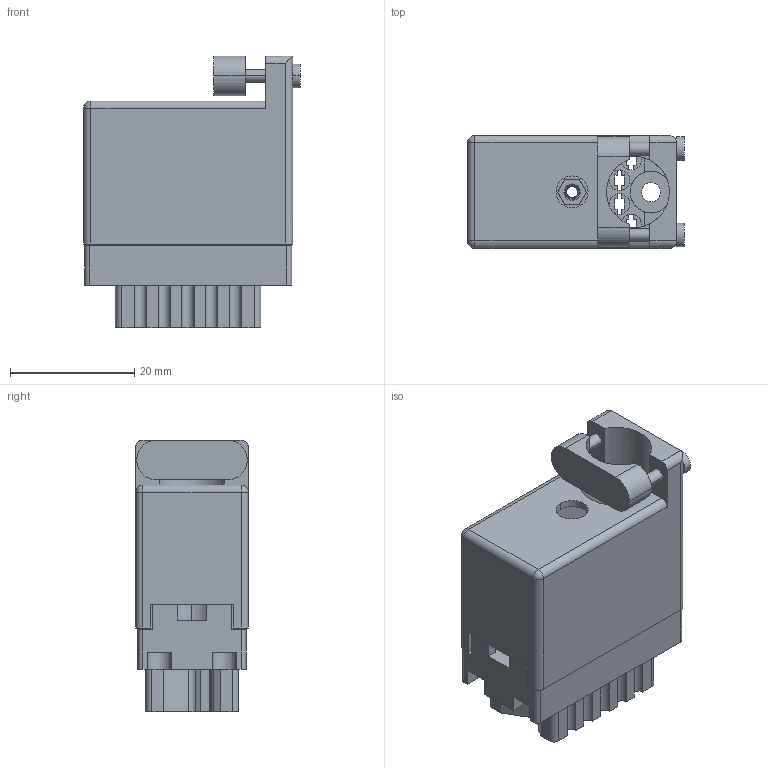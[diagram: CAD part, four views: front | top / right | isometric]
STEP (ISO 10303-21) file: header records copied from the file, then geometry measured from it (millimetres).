
FILE_DESCRIPTION (( 'STEP AP203' ), '1' );
FILE_NAME ('516-020-000-616.STEP', '2020-03-04T16:51:24', ( '' ), ( '' ), 'SwSTEP 2.0', 'SolidWorks 2016', '' );
FILE_SCHEMA (( 'CONFIG_CONTROL_DESIGN' ));
Length unit declared in the file: inch
Products named in the file (4): 516-230-001_Plastic - 020 Top Entry; 516-252-025-100_516-252-025-100; 516 Part Receptacle_020; 516-020-000-616
Assembly tree (3 placements, depth 2):
  516-020-000-616
    516 Part Receptacle_020
    516-230-001_Plastic - 020 Top Entry
    516-252-025-100_516-252-025-100
Bounding box: 34.92 x 18.16 x 43.71 mm (x, y, z)
Volume: 8884 mm3; surface area: 14611.7 mm2
Topology: 3 solids, 3 shells, 727 faces, 2111 edges, 1397 vertices
Faces by surface type: plane 455, cylinder 256, cone 11, bspline 3, sphere 2
Entity records: 27083 total; most frequent: CARTESIAN_POINT 6981, ORIENTED_EDGE 4218, DIRECTION 4070, EDGE_CURVE 2109, LINE 1484, VECTOR 1484, VERTEX_POINT 1397, AXIS2_PLACEMENT_3D 1293
